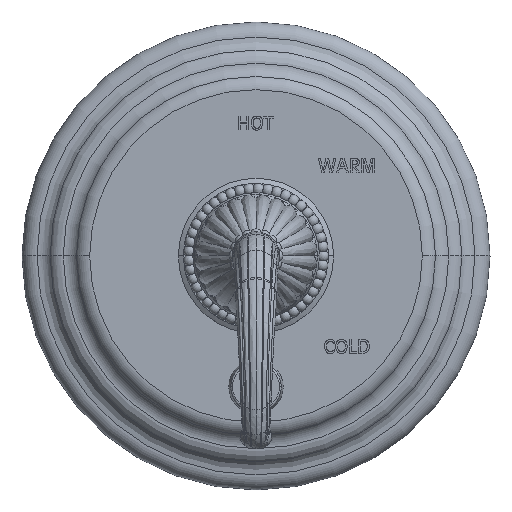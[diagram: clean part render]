
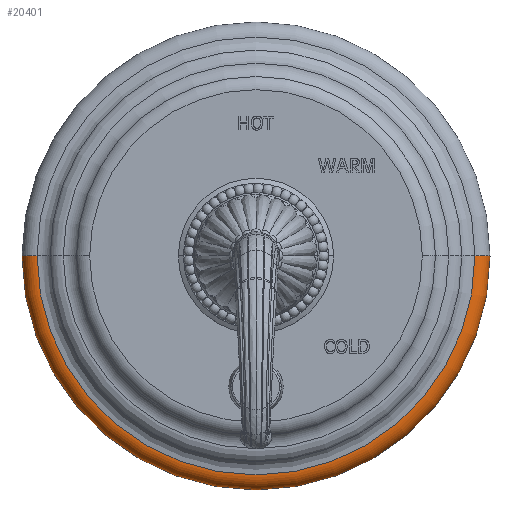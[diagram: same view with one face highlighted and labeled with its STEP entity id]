
A CAD part, top view. The second image highlights one B-rep face of the part: STEP entity #20401.
In plain terms, the highlighted toroidal (fillet/blend) face has major radius 92.075 mm and minor radius 6.35 mm.
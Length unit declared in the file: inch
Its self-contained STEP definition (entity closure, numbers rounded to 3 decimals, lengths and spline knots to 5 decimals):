
#2=CARTESIAN_POINT('',(0.,0.,0.));
#3=DIRECTION('',(0.,0.,-1.));
#4=DIRECTION('',(1.,0.,0.));
#5=AXIS2_PLACEMENT_3D('',#2,#3,#4);
#12=CARTESIAN_POINT('',(3.625,0.,0.));
#13=DIRECTION('',(0.,-1.,0.));
#14=DIRECTION('',(1.,0.,0.));
#15=AXIS2_PLACEMENT_3D('',#12,#13,#14);
#17=CARTESIAN_POINT('',(-3.625,0.,0.));
#18=DIRECTION('',(0.,1.,0.));
#19=DIRECTION('',(-1.,0.,0.));
#20=AXIS2_PLACEMENT_3D('',#17,#18,#19);
#37=CARTESIAN_POINT('',(0.,0.,0.25));
#38=DIRECTION('',(0.,0.,-1.));
#39=DIRECTION('',(1.,0.,0.));
#40=AXIS2_PLACEMENT_3D('',#37,#38,#39);
#18855=CARTESIAN_POINT('',(3.625,0.,0.25));
#18857=VERTEX_POINT('',#18855);
#18865=CARTESIAN_POINT('',(-3.625,0.,0.25));
#18867=VERTEX_POINT('',#18865);
#19327=CARTESIAN_POINT('',(3.875,0.,0.));
#19328=CARTESIAN_POINT('',(-3.875,0.,0.));
#19329=VERTEX_POINT('',#19327);
#19330=VERTEX_POINT('',#19328);
#20386=CARTESIAN_POINT('',(0.,0.,0.));
#20387=DIRECTION('',(0.,0.,-1.));
#20388=DIRECTION('',(-1.,0.,0.));
#20389=AXIS2_PLACEMENT_3D('',#20386,#20387,#20388);
#20390=TOROIDAL_SURFACE('',#20389,3.625,0.25);
#20392=ORIENTED_EDGE('',*,*,#20391,.T.);
#20394=ORIENTED_EDGE('',*,*,#20393,.T.);
#20396=ORIENTED_EDGE('',*,*,#20395,.F.);
#20398=ORIENTED_EDGE('',*,*,#20397,.F.);
#20399=EDGE_LOOP('',(#20392,#20394,#20396,#20398));
#20400=FACE_OUTER_BOUND('',#20399,.F.);
#20401=ADVANCED_FACE('',(#20400),#20390,.T.);
#6=CIRCLE('',#5,3.875);
#16=CIRCLE('',#15,0.25);
#21=CIRCLE('',#20,0.25);
#41=CIRCLE('',#40,3.625);
#20391=EDGE_CURVE('',#19329,#19330,#6,.T.);
#20393=EDGE_CURVE('',#19330,#18867,#21,.T.);
#20395=EDGE_CURVE('',#18857,#18867,#41,.T.);
#20397=EDGE_CURVE('',#19329,#18857,#16,.T.);
